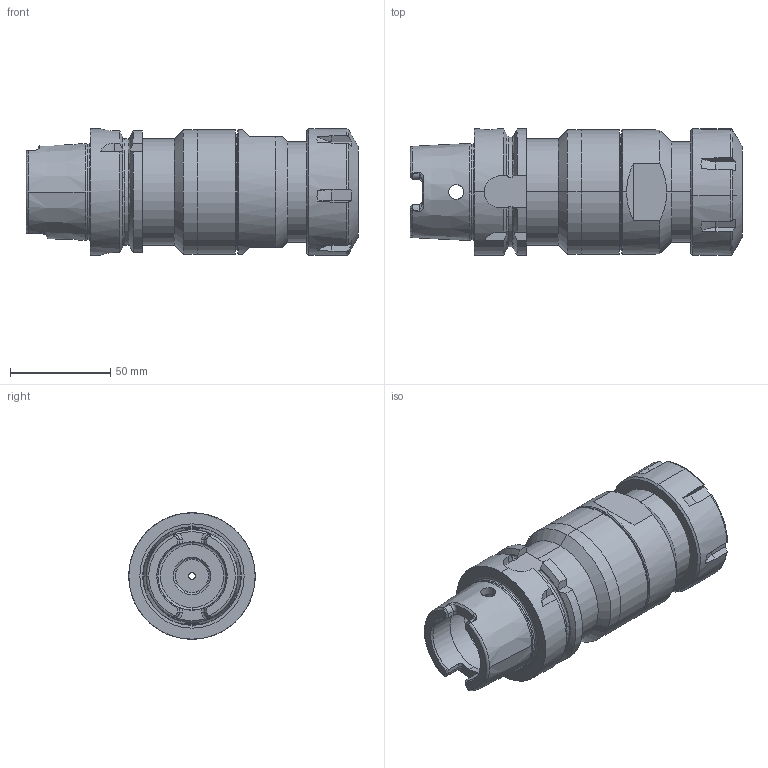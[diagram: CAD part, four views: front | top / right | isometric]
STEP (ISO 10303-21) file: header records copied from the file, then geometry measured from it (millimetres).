
FILE_DESCRIPTION (( 'STEP AP214' ), '1' );
FILE_NAME ('93.05.053.005.STEP', '2017-03-08T12:08:42', ( '' ), ( '' ), 'SwSTEP 2.0', 'SolidWorks 2014', '' );
FILE_SCHEMA (( 'AUTOMOTIVE_DESIGN' ));
Length unit declared in the file: millimetre
Products named in the file (1): 93.05.053.005
Bounding box: 165.5 x 63 x 63 mm (x, y, z)
Volume: 310503.9 mm3; surface area: 67950.5 mm2
Topology: 5 solids, 5 shells, 305 faces, 726 edges, 438 vertices
Faces by surface type: cylinder 84, plane 83, cone 60, torus 44, bspline 34
Entity records: 14114 total; most frequent: CARTESIAN_POINT 3882, ORIENTED_EDGE 1448, DIRECTION 1380, EDGE_CURVE 724, AXIS2_PLACEMENT_3D 565, VERTEX_POINT 438, EDGE_LOOP 328, UNCERTAINTY_MEASURE_WITH_UNIT 312
